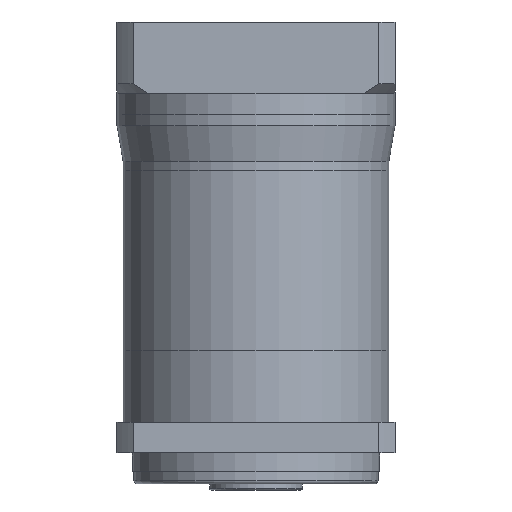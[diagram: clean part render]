
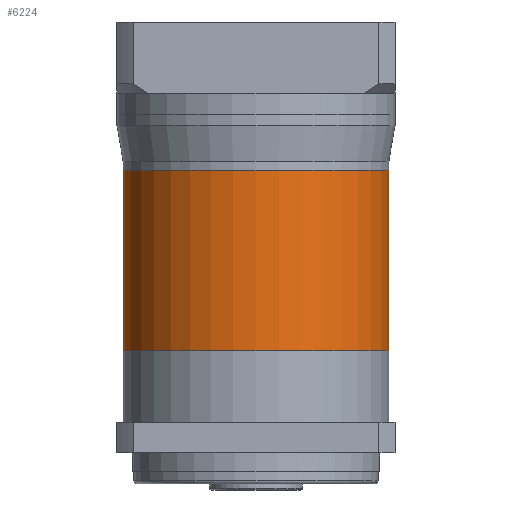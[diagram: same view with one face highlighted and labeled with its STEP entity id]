
A CAD part, front view. The second image highlights one B-rep face of the part: STEP entity #6224.
In plain terms, the highlighted cylindrical face has radius 43 mm (diameter 86 mm), a partial arc.
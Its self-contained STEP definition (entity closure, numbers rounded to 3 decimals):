
#268 = CARTESIAN_POINT ( 'NONE',  ( 43., 0., 91.5 ) ) ;
#408 = CARTESIAN_POINT ( 'NONE',  ( 0., 0., 116.5 ) ) ;
#431 = AXIS2_PLACEMENT_3D ( 'NONE', #5133, #4083, #4716 ) ;
#724 = DIRECTION ( 'NONE',  ( 0., 0., -1. ) ) ;
#778 = CARTESIAN_POINT ( 'NONE',  ( -43., 0., 116.5 ) ) ;
#793 = FACE_OUTER_BOUND ( 'NONE', #1685, .T. ) ;
#899 = CIRCLE ( 'NONE', #431, 43. ) ;
#949 = CARTESIAN_POINT ( 'NONE',  ( 43., 0., 33. ) ) ;
#1197 = LINE ( 'NONE', #5440, #2008 ) ;
#1284 = DIRECTION ( 'NONE',  ( 0., 0., -1. ) ) ;
#1685 = EDGE_LOOP ( 'NONE', ( #5794, #2561, #2942, #3819 ) ) ;
#2008 = VECTOR ( 'NONE', #724, 1000. ) ;
#2195 = EDGE_CURVE ( 'NONE', #5472, #2337, #1197, .T. ) ;
#2337 = VERTEX_POINT ( 'NONE', #949 ) ;
#2561 = ORIENTED_EDGE ( 'NONE', *, *, #4963, .T. ) ;
#2728 = CYLINDRICAL_SURFACE ( 'NONE', #3341, 43. ) ;
#2864 = CARTESIAN_POINT ( 'NONE',  ( -43., 0., 33. ) ) ;
#2942 = ORIENTED_EDGE ( 'NONE', *, *, #5492, .T. ) ;
#2987 = DIRECTION ( 'NONE',  ( -1., 0., 0. ) ) ;
#3341 = AXIS2_PLACEMENT_3D ( 'NONE', #408, #4028, #2987 ) ;
#3400 = CARTESIAN_POINT ( 'NONE',  ( -43., 0., 91.5 ) ) ;
#3819 = ORIENTED_EDGE ( 'NONE', *, *, #3949, .F. ) ;
#3857 = VERTEX_POINT ( 'NONE', #2864 ) ;
#3949 = EDGE_CURVE ( 'NONE', #2337, #3857, #4887, .T. ) ;
#4028 = DIRECTION ( 'NONE',  ( 0., 0., -1. ) ) ;
#4083 = DIRECTION ( 'NONE',  ( 0., 0., -1. ) ) ;
#4320 = VECTOR ( 'NONE', #1284, 1000. ) ;
#4716 = DIRECTION ( 'NONE',  ( -1., 0., 0. ) ) ;
#4887 = CIRCLE ( 'NONE', #6020, 43. ) ;
#4963 = EDGE_CURVE ( 'NONE', #5472, #6143, #899, .T. ) ;
#5133 = CARTESIAN_POINT ( 'NONE',  ( 0., 0., 91.5 ) ) ;
#5440 = CARTESIAN_POINT ( 'NONE',  ( 43., 0., 116.5 ) ) ;
#5472 = VERTEX_POINT ( 'NONE', #268 ) ;
#5492 = EDGE_CURVE ( 'NONE', #6143, #3857, #5727, .T. ) ;
#5727 = LINE ( 'NONE', #778, #4320 ) ;
#5794 = ORIENTED_EDGE ( 'NONE', *, *, #2195, .F. ) ;
#6020 = AXIS2_PLACEMENT_3D ( 'NONE', #6048, #6105, #6176 ) ;
#6048 = CARTESIAN_POINT ( 'NONE',  ( 0., 0., 33. ) ) ;
#6105 = DIRECTION ( 'NONE',  ( 0., 0., -1. ) ) ;
#6143 = VERTEX_POINT ( 'NONE', #3400 ) ;
#6176 = DIRECTION ( 'NONE',  ( -1., 0., 0. ) ) ;
#6224 = ADVANCED_FACE ( 'NONE', ( #793 ), #2728, .T. ) ;
